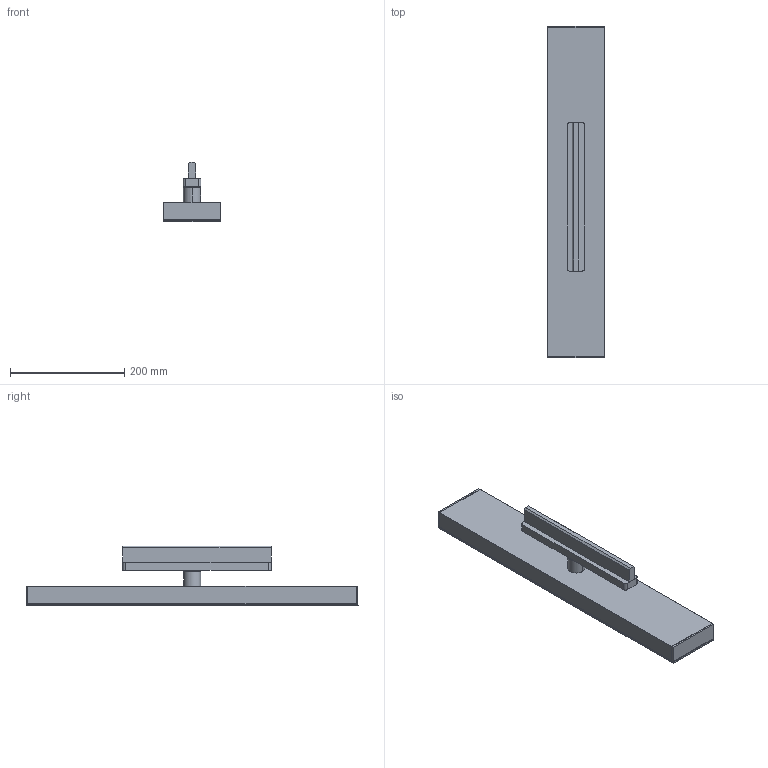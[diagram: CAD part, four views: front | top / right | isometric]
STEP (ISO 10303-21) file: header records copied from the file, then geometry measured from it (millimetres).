
FILE_DESCRIPTION(/* description */ (''),/* implementation_level */ '2;1');
FILE_NAME(/* name */ 'Hoy system refractive_3 phase track',/* time_stamp */ '2025-08-01T12:36:15+02:00',/* author */ (''),/* organization */ (''),/* preprocessor_version */ 'ST-DEVELOPER v16.5',/* originating_system */ 'Rhino 7.37',/* authorisation */ '');
FILE_SCHEMA (('AUTOMOTIVE_DESIGN'));
Products named in the file (1): Document
Bounding box: 100.1 x 581.73 x 105.11 mm (x, y, z)
Volume: 430562.7 mm3; surface area: 494658.2 mm2
Topology: 13 solids, 69 shells, 4225 faces, 9714 edges, 5202 vertices
Faces by surface type: bspline 1935, cylinder 1462, plane 828
Entity records: 184184 total; most frequent: CARTESIAN_POINT 125201, ORIENTED_EDGE 18135, EDGE_CURVE 9148, B_SPLINE_CURVE_WITH_KNOTS 5474, VERTEX_POINT 5190, EDGE_LOOP 4440, ADVANCED_FACE 4214, FACE_OUTER_BOUND 4214
